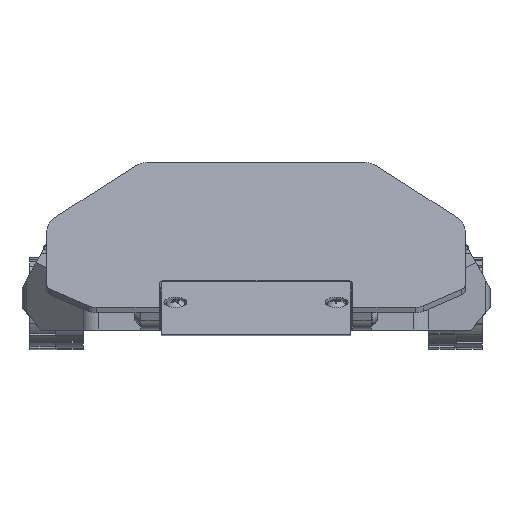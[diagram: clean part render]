
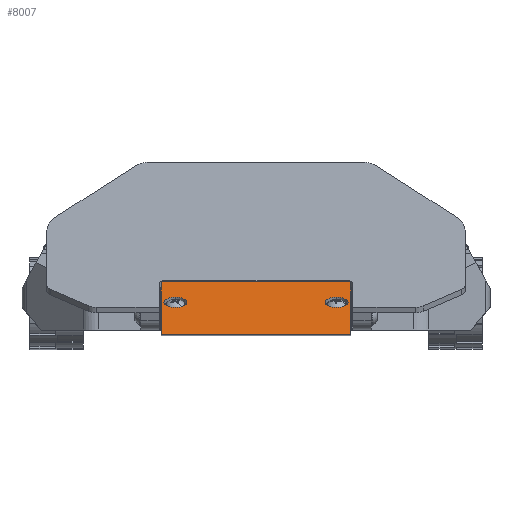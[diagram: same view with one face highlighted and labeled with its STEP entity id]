
A CAD part, top view. The second image highlights one B-rep face of the part: STEP entity #8007.
In plain terms, the highlighted face is planar.
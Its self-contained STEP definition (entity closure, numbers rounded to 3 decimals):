
#909 = ORIENTED_EDGE ( 'NONE', *, *, #34397, .T. ) ;
#1167 = CIRCLE ( 'NONE', #15299, 3. ) ;
#1540 = PLANE ( 'NONE',  #36619 ) ;
#3156 = CARTESIAN_POINT ( 'NONE',  ( 24.75, 2.2, 12. ) ) ;
#3199 = DIRECTION ( 'NONE',  ( -1., 0., 0. ) ) ;
#3664 = CARTESIAN_POINT ( 'NONE',  ( 24.75, 2.2, 12. ) ) ;
#6091 = VERTEX_POINT ( 'NONE', #23251 ) ;
#6587 = VECTOR ( 'NONE', #3199, 1000. ) ;
#7397 = AXIS2_PLACEMENT_3D ( 'NONE', #9004, #20305, #38673 ) ;
#7962 = EDGE_LOOP ( 'NONE', ( #25424, #26154 ) ) ;
#8007 = ADVANCED_FACE ( 'NONE', ( #45085, #29667, #28519 ), #1540, .T. ) ;
#8750 = LINE ( 'NONE', #40898, #28763 ) ;
#9004 = CARTESIAN_POINT ( 'NONE',  ( 21., 2.2, -7. ) ) ;
#10937 = ORIENTED_EDGE ( 'NONE', *, *, #17490, .T. ) ;
#10972 = VECTOR ( 'NONE', #29215, 1000. ) ;
#12541 = CARTESIAN_POINT ( 'NONE',  ( 0., 2.2, 0. ) ) ;
#13008 = CARTESIAN_POINT ( 'NONE',  ( 21., 2.2, -4. ) ) ;
#13218 = DIRECTION ( 'NONE',  ( 0., -1., 0. ) ) ;
#13554 = DIRECTION ( 'NONE',  ( 0., 0., -1. ) ) ;
#13986 = LINE ( 'NONE', #35411, #6587 ) ;
#14515 = ORIENTED_EDGE ( 'NONE', *, *, #17578, .T. ) ;
#14950 = LINE ( 'NONE', #36050, #10972 ) ;
#15299 = AXIS2_PLACEMENT_3D ( 'NONE', #35235, #13218, #38758 ) ;
#15939 = ORIENTED_EDGE ( 'NONE', *, *, #28338, .T. ) ;
#16351 = DIRECTION ( 'NONE',  ( 0., 1., 0. ) ) ;
#17142 = EDGE_CURVE ( 'NONE', #37368, #40549, #14950, .T. ) ;
#17490 = EDGE_CURVE ( 'NONE', #18028, #41031, #1167, .T. ) ;
#17578 = EDGE_CURVE ( 'NONE', #40549, #31894, #40523, .T. ) ;
#17909 = VERTEX_POINT ( 'NONE', #30731 ) ;
#18028 = VERTEX_POINT ( 'NONE', #13008 ) ;
#19898 = EDGE_LOOP ( 'NONE', ( #10937, #909 ) ) ;
#20305 = DIRECTION ( 'NONE',  ( 0., -1., 0. ) ) ;
#20836 = DIRECTION ( 'NONE',  ( 1., 0., 0. ) ) ;
#21113 = DIRECTION ( 'NONE',  ( 0., -1., 0. ) ) ;
#22568 = EDGE_CURVE ( 'NONE', #6091, #30934, #43594, .T. ) ;
#22764 = CARTESIAN_POINT ( 'NONE',  ( -24.75, 2.2, 12. ) ) ;
#23251 = CARTESIAN_POINT ( 'NONE',  ( -21., 2.2, -4. ) ) ;
#24640 = CARTESIAN_POINT ( 'NONE',  ( -24.75, 2.2, -19. ) ) ;
#25424 = ORIENTED_EDGE ( 'NONE', *, *, #22568, .T. ) ;
#25448 = AXIS2_PLACEMENT_3D ( 'NONE', #32470, #21113, #46661 ) ;
#26059 = CARTESIAN_POINT ( 'NONE',  ( 21., 2.2, -10. ) ) ;
#26154 = ORIENTED_EDGE ( 'NONE', *, *, #29834, .T. ) ;
#26716 = CARTESIAN_POINT ( 'NONE',  ( -21., 2.2, -10. ) ) ;
#27300 = EDGE_CURVE ( 'NONE', #17909, #37368, #13986, .T. ) ;
#28338 = EDGE_CURVE ( 'NONE', #31894, #17909, #8750, .T. ) ;
#28519 = FACE_OUTER_BOUND ( 'NONE', #33752, .T. ) ;
#28763 = VECTOR ( 'NONE', #40728, 1000. ) ;
#28962 = ORIENTED_EDGE ( 'NONE', *, *, #27300, .T. ) ;
#29215 = DIRECTION ( 'NONE',  ( 0., 0., 1. ) ) ;
#29667 = FACE_BOUND ( 'NONE', #19898, .T. ) ;
#29834 = EDGE_CURVE ( 'NONE', #30934, #6091, #35532, .T. ) ;
#30283 = AXIS2_PLACEMENT_3D ( 'NONE', #30857, #35865, #13554 ) ;
#30731 = CARTESIAN_POINT ( 'NONE',  ( 24.75, 2.2, -19. ) ) ;
#30857 = CARTESIAN_POINT ( 'NONE',  ( -21., 2.2, -7. ) ) ;
#30934 = VERTEX_POINT ( 'NONE', #26716 ) ;
#31894 = VERTEX_POINT ( 'NONE', #3664 ) ;
#32470 = CARTESIAN_POINT ( 'NONE',  ( -21., 2.2, -7. ) ) ;
#33752 = EDGE_LOOP ( 'NONE', ( #39590, #14515, #15939, #28962 ) ) ;
#34258 = DIRECTION ( 'NONE',  ( 0., 0., 1. ) ) ;
#34397 = EDGE_CURVE ( 'NONE', #41031, #18028, #38380, .T. ) ;
#35235 = CARTESIAN_POINT ( 'NONE',  ( 21., 2.2, -7. ) ) ;
#35411 = CARTESIAN_POINT ( 'NONE',  ( 24.75, 2.2, -19. ) ) ;
#35532 = CIRCLE ( 'NONE', #30283, 3. ) ;
#35865 = DIRECTION ( 'NONE',  ( 0., -1., 0. ) ) ;
#36050 = CARTESIAN_POINT ( 'NONE',  ( -24.75, 2.2, 12. ) ) ;
#36619 = AXIS2_PLACEMENT_3D ( 'NONE', #12541, #16351, #34258 ) ;
#37368 = VERTEX_POINT ( 'NONE', #24640 ) ;
#38380 = CIRCLE ( 'NONE', #7397, 3. ) ;
#38673 = DIRECTION ( 'NONE',  ( 0., 0., -1. ) ) ;
#38758 = DIRECTION ( 'NONE',  ( 0., 0., -1. ) ) ;
#39590 = ORIENTED_EDGE ( 'NONE', *, *, #17142, .T. ) ;
#39983 = VECTOR ( 'NONE', #20836, 1000. ) ;
#40523 = LINE ( 'NONE', #3156, #39983 ) ;
#40549 = VERTEX_POINT ( 'NONE', #22764 ) ;
#40728 = DIRECTION ( 'NONE',  ( 0., 0., -1. ) ) ;
#40898 = CARTESIAN_POINT ( 'NONE',  ( 24.75, 2.2, 12. ) ) ;
#41031 = VERTEX_POINT ( 'NONE', #26059 ) ;
#43594 = CIRCLE ( 'NONE', #25448, 3. ) ;
#45085 = FACE_BOUND ( 'NONE', #7962, .T. ) ;
#46661 = DIRECTION ( 'NONE',  ( 0., 0., -1. ) ) ;
